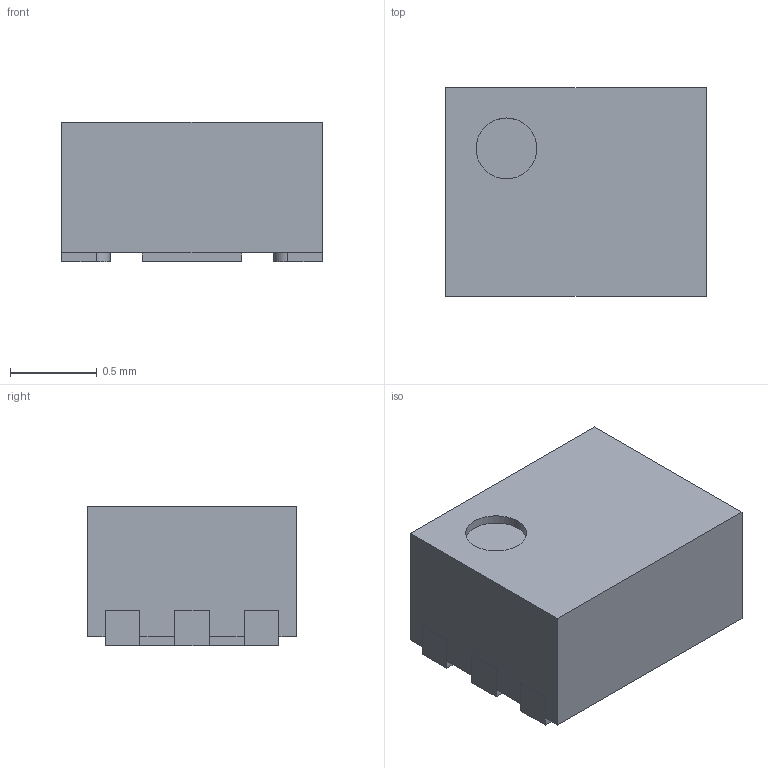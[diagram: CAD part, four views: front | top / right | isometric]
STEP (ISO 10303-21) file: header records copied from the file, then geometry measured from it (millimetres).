
FILE_DESCRIPTION(/* description */ (''),/* implementation_level */ '2;1');
FILE_NAME(/* name */ 'SON40P150X120X80-7N-R57X95.stp',/* time_stamp */ '2017-02-06T15:46:17+01:00',/* author */ ('riccim'),/* organization */ (''),/* preprocessor_version */ 'ST-DEVELOPER v15.5',/* originating_system */ 'AutoCAD Mechanical',/* authorisation */ '');
FILE_SCHEMA (('AUTOMOTIVE_DESIGN { 1 0 10303 214 3 1 1 }'));
Length unit declared in the file: millimetre
Products named in the file (1): Product
Bounding box: 1.5 x 1.2 x 0.8 mm (x, y, z)
Volume: 1.4 mm3; surface area: 11.1 mm2
Topology: 8 solids, 8 shells, 98 faces, 243 edges, 162 vertices
Faces by surface type: plane 73, cylinder 25
Full cylindrical faces by diameter (mm): 0.35 x1
Entity records: 2924 total; most frequent: CARTESIAN_POINT 503, DIRECTION 490, ORIENTED_EDGE 484, EDGE_CURVE 242, LINE 192, VECTOR 192, VERTEX_POINT 162, AXIS2_PLACEMENT_3D 149
